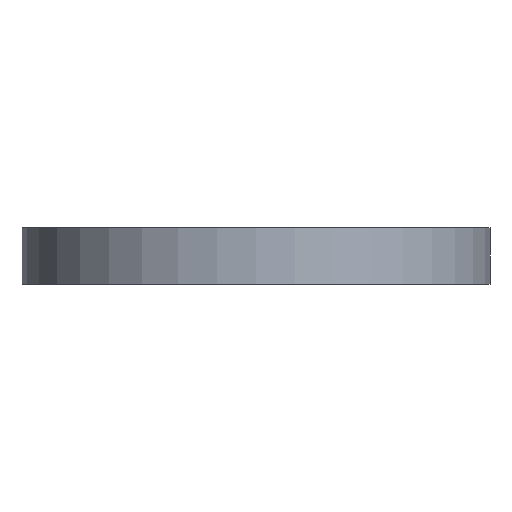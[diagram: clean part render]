
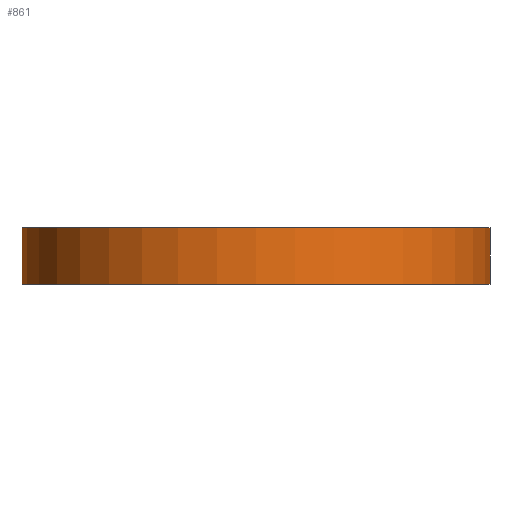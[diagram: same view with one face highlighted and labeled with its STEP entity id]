
A CAD part, front view. The second image highlights one B-rep face of the part: STEP entity #861.
In plain terms, the highlighted cylindrical face has radius 21.7 mm (diameter 43.4 mm), a partial arc.
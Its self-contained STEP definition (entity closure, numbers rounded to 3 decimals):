
#62=CIRCLE('',#920,21.7);
#63=CIRCLE('',#921,21.7);
#100=CYLINDRICAL_SURFACE('',#919,21.7);
#121=FACE_OUTER_BOUND('',#161,.T.);
#161=EDGE_LOOP('',(#596,#597,#598,#599));
#214=LINE('',#1338,#277);
#222=LINE('',#1356,#285);
#277=VECTOR('',#1045,10.);
#285=VECTOR('',#1059,10.);
#336=VERTEX_POINT('',#1332);
#338=VERTEX_POINT('',#1336);
#343=VERTEX_POINT('',#1352);
#345=VERTEX_POINT('',#1355);
#432=EDGE_CURVE('',#336,#338,#214,.T.);
#440=EDGE_CURVE('',#345,#343,#222,.T.);
#451=EDGE_CURVE('',#338,#345,#62,.T.);
#452=EDGE_CURVE('',#336,#343,#63,.T.);
#596=ORIENTED_EDGE('',*,*,#432,.T.);
#597=ORIENTED_EDGE('',*,*,#451,.T.);
#598=ORIENTED_EDGE('',*,*,#440,.T.);
#599=ORIENTED_EDGE('',*,*,#452,.F.);
#861=ADVANCED_FACE('',(#121),#100,.T.);
#919=AXIS2_PLACEMENT_3D('',#1375,#1078,#1079);
#920=AXIS2_PLACEMENT_3D('',#1376,#1080,#1081);
#921=AXIS2_PLACEMENT_3D('',#1377,#1082,#1083);
#1045=DIRECTION('',(0.,0.,-1.));
#1059=DIRECTION('',(0.,0.,1.));
#1078=DIRECTION('center_axis',(0.,0.,1.));
#1079=DIRECTION('ref_axis',(1.,0.,0.));
#1080=DIRECTION('center_axis',(0.,0.,1.));
#1081=DIRECTION('ref_axis',(1.,0.,0.));
#1082=DIRECTION('center_axis',(0.,0.,1.));
#1083=DIRECTION('ref_axis',(1.,0.,0.));
#1332=CARTESIAN_POINT('',(-21.677,-1.,5.2));
#1336=CARTESIAN_POINT('',(-21.677,-1.,0.));
#1338=CARTESIAN_POINT('',(-21.677,-1.,0.));
#1352=CARTESIAN_POINT('',(21.677,-1.,5.2));
#1355=CARTESIAN_POINT('',(21.677,-1.,0.));
#1356=CARTESIAN_POINT('',(21.677,-1.,0.));
#1375=CARTESIAN_POINT('Origin',(0.,0.,0.));
#1376=CARTESIAN_POINT('Origin',(0.,0.,0.));
#1377=CARTESIAN_POINT('Origin',(0.,0.,5.2));
